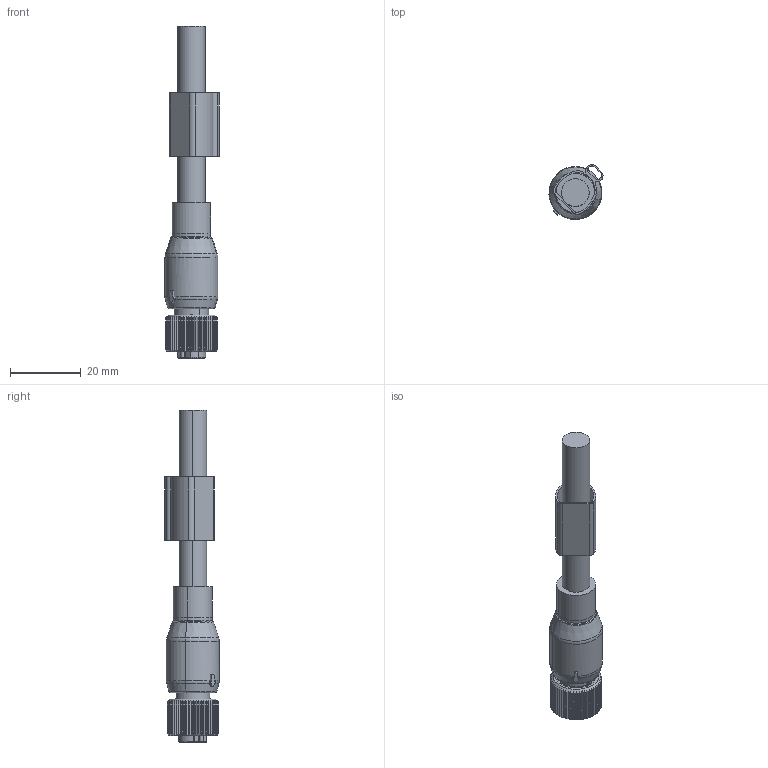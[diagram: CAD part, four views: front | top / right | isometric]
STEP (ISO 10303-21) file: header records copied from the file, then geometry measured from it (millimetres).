
FILE_DESCRIPTION(('CATIA V5 STEP Exchange','CAx-IF Rec.Pracs.--- Model Styling and Organization---1.4--- 2014-01-23'),'2;1');
FILE_NAME ('024750-2_0_1873320300_1873320300.stp','2021-03-25T07:06:01+00:00',('none'),('Weidmueller'),'CATIA Version 5-6 Release 2016 SP3 HF44','CATIA V5 STEP AP214','none');
FILE_SCHEMA(('AUTOMOTIVE_DESIGN { 1 0 10303 214 1 1 1 1 }'));
Length unit declared in the file: millimetre
Products named in the file (1): 1873320300
Bounding box: 15.3 x 15.44 x 94 mm (x, y, z)
Volume: 10949.8 mm3; surface area: 9379.8 mm2
Topology: 14 solids, 14 shells, 810 faces, 2139 edges, 1367 vertices
Faces by surface type: cylinder 324, plane 281, cone 94, torus 67, bspline 36, sphere 4, revolution 4
Entity records: 24904 total; most frequent: CARTESIAN_POINT 6938, ORIENTED_EDGE 4242, DIRECTION 2713, EDGE_CURVE 2121, VERTEX_POINT 1367, AXIS2_PLACEMENT_3D 1366, EDGE_LOOP 864, CIRCLE 822
